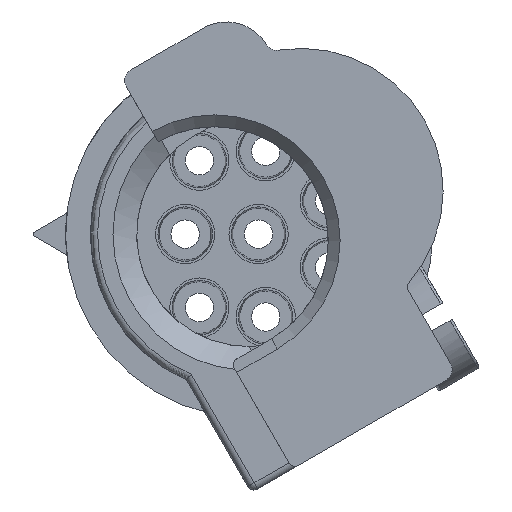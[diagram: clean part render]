
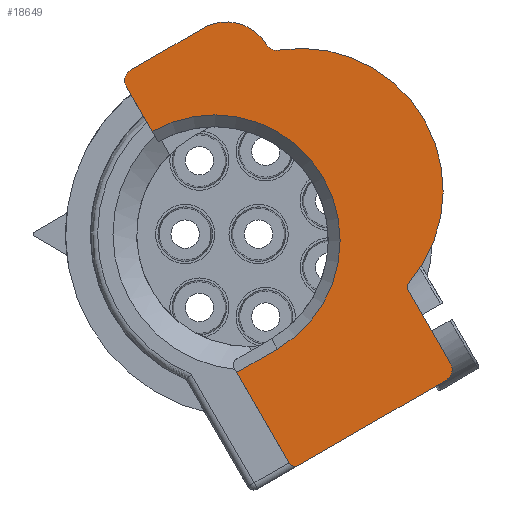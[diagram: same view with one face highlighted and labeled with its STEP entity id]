
A CAD part, front view. The second image highlights one B-rep face of the part: STEP entity #18649.
In plain terms, the highlighted planar face has unit normal (0, -1, 0).
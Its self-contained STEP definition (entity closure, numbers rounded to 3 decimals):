
#6256=CARTESIAN_POINT('',(-4.091,-43.95,
4.335));
#6489=CARTESIAN_POINT('',(6.984,-43.95,-2.247));
#6490=DIRECTION('',(0.,1.,0.));
#6491=DIRECTION('',(-0.866,0.,-0.5));
#6492=AXIS2_PLACEMENT_3D('',#6489,#6490,#6491);
#6548=CARTESIAN_POINT('',(1.17,-43.95,8.263));
#6549=DIRECTION('',(0.,1.,0.));
#6550=DIRECTION('',(0.157,0.,-0.988));
#6551=AXIS2_PLACEMENT_3D('',#6548,#6549,#6550);
#6596=CARTESIAN_POINT('',(1.937,-43.95,-9.505));
#6597=DIRECTION('',(0.,-1.,0.));
#6598=DIRECTION('',(-0.866,0.,-0.5));
#6599=AXIS2_PLACEMENT_3D('',#6596,#6597,#6598);
#6601=DIRECTION('',(-0.5,0.,0.866));
#6602=VECTOR('',#6601,4.4);
#6603=CARTESIAN_POINT('',(1.677,-43.95,-9.655));
#6604=LINE('',#6603,#6602);
#6605=DIRECTION('',(-0.866,0.,-0.5));
#6606=VECTOR('',#6605,1.98);
#6607=CARTESIAN_POINT('',(1.192,-43.95,
-4.854));
#6608=LINE('',#6607,#6606);
#6609=CARTESIAN_POINT('',(-1.458,-43.95,-0.264));
#6610=DIRECTION('',(0.,1.,0.));
#6611=DIRECTION('',(-0.497,0.,0.868));
#6612=AXIS2_PLACEMENT_3D('',#6609,#6610,#6611);
#6614=DIRECTION('',(-0.5,0.,0.866));
#6615=VECTOR('',#6614,2.2);
#6616=CARTESIAN_POINT('',(-4.091,-43.95,
4.335));
#6617=LINE('',#6616,#6615);
#6618=CARTESIAN_POINT('',(-4.758,-43.95,6.491));
#6619=DIRECTION('',(0.,-1.,0.));
#6620=DIRECTION('',(-0.5,0.,0.866));
#6621=AXIS2_PLACEMENT_3D('',#6618,#6619,#6620);
#6623=DIRECTION('',(0.866,0.,0.5));
#6624=VECTOR('',#6623,3.696);
#6625=CARTESIAN_POINT('',(-5.008,-43.95,6.924));
#6626=LINE('',#6625,#6624);
#6627=CARTESIAN_POINT('',(-0.963,-43.95,6.959));
#6628=DIRECTION('',(0.,1.,0.));
#6629=DIRECTION('',(-0.422,0.,0.907));
#6630=AXIS2_PLACEMENT_3D('',#6627,#6628,#6629);
#6632=CARTESIAN_POINT('',(2.193,-43.95,1.844));
#6633=DIRECTION('',(0.,1.,0.));
#6634=DIRECTION('',(-0.157,0.,0.988));
#6635=AXIS2_PLACEMENT_3D('',#6632,#6633,#6634);
#6637=DIRECTION('',(0.5,0.,-0.866));
#6638=VECTOR('',#6637,3.562);
#6639=CARTESIAN_POINT('',(6.724,-43.95,-2.397));
#6640=LINE('',#6639,#6638);
#6641=CARTESIAN_POINT('',(8.072,-43.95,-5.731));
#6642=DIRECTION('',(0.,-1.,0.));
#6643=DIRECTION('',(0.5,0.,-0.866));
#6644=AXIS2_PLACEMENT_3D('',#6641,#6642,#6643);
#6646=DIRECTION('',(-0.866,0.,-0.5));
#6647=VECTOR('',#6646,7.2);
#6648=CARTESIAN_POINT('',(8.322,-43.95,-6.164));
#6649=LINE('',#6648,#6647);
#10261=CARTESIAN_POINT('',(-1.807,-43.95,8.772));
#10263=VERTEX_POINT('',#10261);
#10265=CARTESIAN_POINT('',(1.192,-43.95,
-4.854));
#10266=CARTESIAN_POINT('',(-0.523,-43.95,-5.844));
#10267=VERTEX_POINT('',#10265);
#10268=VERTEX_POINT('',#10266);
#10270=VERTEX_POINT('',#6256);
#10281=CARTESIAN_POINT('',(0.743,-43.95,8.002));
#10282=VERTEX_POINT('',#10281);
#10285=CARTESIAN_POINT('',(8.322,-43.95,-6.164));
#10286=CARTESIAN_POINT('',(8.505,-43.95,-5.481));
#10287=VERTEX_POINT('',#10285);
#10288=VERTEX_POINT('',#10286);
#10293=CARTESIAN_POINT('',(-5.008,-43.95,6.924));
#10294=CARTESIAN_POINT('',(-5.191,-43.95,6.241));
#10295=VERTEX_POINT('',#10293);
#10296=VERTEX_POINT('',#10294);
#10301=CARTESIAN_POINT('',(1.249,-43.95,7.769));
#10302=VERTEX_POINT('',#10301);
#10325=CARTESIAN_POINT('',(6.756,-43.95,-2.052));
#10326=VERTEX_POINT('',#10325);
#10329=CARTESIAN_POINT('',(6.724,-43.95,-2.397));
#10330=VERTEX_POINT('',#10329);
#10333=CARTESIAN_POINT('',(1.677,-43.95,-9.655));
#10334=CARTESIAN_POINT('',(2.087,-43.95,-9.765));
#10335=VERTEX_POINT('',#10333);
#10336=VERTEX_POINT('',#10334);
#18622=CARTESIAN_POINT('',(2.193,-43.95,1.844));
#18623=DIRECTION('',(0.,1.,0.));
#18624=DIRECTION('',(-0.5,0.,0.866));
#18625=AXIS2_PLACEMENT_3D('',#18622,#18623,#18624);
#18626=PLANE('',#18625);
#18628=ORIENTED_EDGE('',*,*,#18627,.F.);
#18630=ORIENTED_EDGE('',*,*,#18629,.T.);
#18632=ORIENTED_EDGE('',*,*,#18631,.F.);
#18634=ORIENTED_EDGE('',*,*,#18633,.F.);
#18635=ORIENTED_EDGE('',*,*,#18166,.T.);
#18637=ORIENTED_EDGE('',*,*,#18636,.F.);
#18639=ORIENTED_EDGE('',*,*,#18638,.T.);
#18640=ORIENTED_EDGE('',*,*,#18571,.T.);
#18641=ORIENTED_EDGE('',*,*,#18553,.F.);
#18642=ORIENTED_EDGE('',*,*,#18525,.T.);
#18643=ORIENTED_EDGE('',*,*,#18477,.F.);
#18644=ORIENTED_EDGE('',*,*,#18366,.T.);
#18645=ORIENTED_EDGE('',*,*,#18420,.F.);
#18646=ORIENTED_EDGE('',*,*,#18278,.T.);
#18647=EDGE_LOOP('',(#18628,#18630,#18632,#18634,#18635,#18637,#18639,#18640,
#18641,#18642,#18643,#18644,#18645,#18646));
#18648=FACE_OUTER_BOUND('',#18647,.F.);
#18649=ADVANCED_FACE('',(#18648),#18626,.F.);
#6493=CIRCLE('',#6492,0.3);
#6552=CIRCLE('',#6551,0.5);
#6600=CIRCLE('',#6599,0.3);
#6613=CIRCLE('',#6612,5.3);
#6622=CIRCLE('',#6621,0.5);
#6631=CIRCLE('',#6630,2.);
#6636=CIRCLE('',#6635,6.);
#6645=CIRCLE('',#6644,0.5);
#18166=EDGE_CURVE('',#10270,#10296,#6617,.T.);
#18278=EDGE_CURVE('',#10287,#10336,#6649,.T.);
#18366=EDGE_CURVE('',#10330,#10288,#6640,.T.);
#18420=EDGE_CURVE('',#10287,#10288,#6645,.T.);
#18477=EDGE_CURVE('',#10330,#10326,#6493,.T.);
#18525=EDGE_CURVE('',#10302,#10326,#6636,.T.);
#18553=EDGE_CURVE('',#10302,#10282,#6552,.T.);
#18571=EDGE_CURVE('',#10263,#10282,#6631,.T.);
#18627=EDGE_CURVE('',#10335,#10336,#6600,.T.);
#18629=EDGE_CURVE('',#10335,#10268,#6604,.T.);
#18631=EDGE_CURVE('',#10267,#10268,#6608,.T.);
#18633=EDGE_CURVE('',#10270,#10267,#6613,.T.);
#18636=EDGE_CURVE('',#10295,#10296,#6622,.T.);
#18638=EDGE_CURVE('',#10295,#10263,#6626,.T.);
